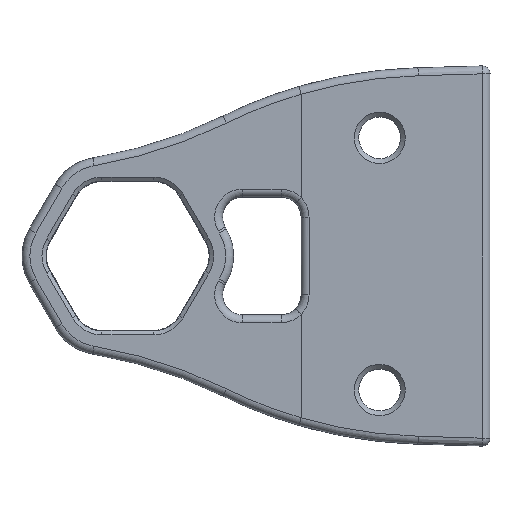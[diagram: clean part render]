
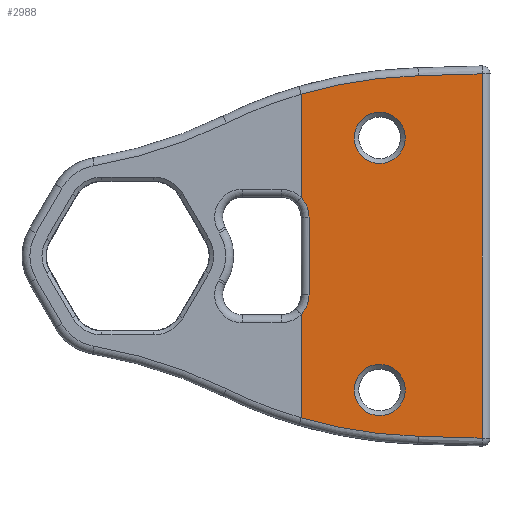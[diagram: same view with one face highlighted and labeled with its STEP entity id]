
A CAD part, front view. The second image highlights one B-rep face of the part: STEP entity #2988.
In plain terms, the highlighted planar face has unit normal (0, -1, 0).
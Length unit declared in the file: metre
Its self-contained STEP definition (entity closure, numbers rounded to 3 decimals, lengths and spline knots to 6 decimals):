
#178=B_SPLINE_CURVE_WITH_KNOTS('',3,(#4470,#4471,#4472,#4473),
 .UNSPECIFIED.,.F.,.F.,(4,4),(0.062546,0.852009),
 .UNSPECIFIED.);
#179=B_SPLINE_CURVE_WITH_KNOTS('',3,(#4494,#4495,#4496,#4497),
 .UNSPECIFIED.,.F.,.F.,(4,4),(0.147994,0.937453),
 .UNSPECIFIED.);
#220=B_SPLINE_CURVE_WITH_KNOTS('',3,(#5776,#5777,#5778,#5779),
 .UNSPECIFIED.,.F.,.F.,(4,4),(0.,0.008117),.UNSPECIFIED.);
#221=B_SPLINE_CURVE_WITH_KNOTS('',3,(#5783,#5784,#5785,#5786),
 .UNSPECIFIED.,.F.,.F.,(4,4),(0.,0.008116),.UNSPECIFIED.);
#337=CIRCLE('',#3268,0.003533);
#338=CIRCLE('',#3269,0.059);
#339=CIRCLE('',#3270,0.059);
#340=CIRCLE('',#3271,0.003533);
#341=CIRCLE('',#3272,0.00325);
#342=CIRCLE('',#3273,0.00325);
#819=ORIENTED_EDGE('',*,*,#1595,.F.);
#820=ORIENTED_EDGE('',*,*,#1596,.F.);
#821=ORIENTED_EDGE('',*,*,#1390,.T.);
#822=ORIENTED_EDGE('',*,*,#1597,.F.);
#823=ORIENTED_EDGE('',*,*,#1598,.F.);
#824=ORIENTED_EDGE('',*,*,#1599,.F.);
#825=ORIENTED_EDGE('',*,*,#1600,.F.);
#826=ORIENTED_EDGE('',*,*,#1601,.F.);
#827=ORIENTED_EDGE('',*,*,#1380,.T.);
#828=ORIENTED_EDGE('',*,*,#1602,.F.);
#829=ORIENTED_EDGE('',*,*,#1603,.T.);
#830=ORIENTED_EDGE('',*,*,#1604,.T.);
#1380=EDGE_CURVE('',#1837,#1838,#178,.T.);
#1390=EDGE_CURVE('',#1848,#1847,#179,.T.);
#1595=EDGE_CURVE('',#1975,#1976,#2173,.T.);
#1596=EDGE_CURVE('',#1848,#1975,#337,.F.);
#1597=EDGE_CURVE('',#1977,#1847,#338,.T.);
#1598=EDGE_CURVE('',#1978,#1977,#220,.T.);
#1599=EDGE_CURVE('',#1979,#1978,#2174,.F.);
#1600=EDGE_CURVE('',#1980,#1979,#221,.T.);
#1601=EDGE_CURVE('',#1837,#1980,#339,.T.);
#1602=EDGE_CURVE('',#1976,#1838,#340,.F.);
#1603=EDGE_CURVE('',#1981,#1981,#341,.T.);
#1604=EDGE_CURVE('',#1982,#1982,#342,.T.);
#1837=VERTEX_POINT('',#4474);
#1838=VERTEX_POINT('',#4475);
#1847=VERTEX_POINT('',#4493);
#1848=VERTEX_POINT('',#4498);
#1975=VERTEX_POINT('',#5771);
#1976=VERTEX_POINT('',#5772);
#1977=VERTEX_POINT('',#5775);
#1978=VERTEX_POINT('',#5780);
#1979=VERTEX_POINT('',#5782);
#1980=VERTEX_POINT('',#5787);
#1981=VERTEX_POINT('',#5791);
#1982=VERTEX_POINT('',#5793);
#2173=LINE('',#5770,#2378);
#2174=LINE('',#5781,#2379);
#2378=VECTOR('',#3864,1.);
#2379=VECTOR('',#3869,1.);
#2545=EDGE_LOOP('',(#819,#820,#821,#822,#823,#824,#825,#826,#827,#828));
#2546=EDGE_LOOP('',(#829));
#2547=EDGE_LOOP('',(#830));
#2741=FACE_BOUND('',#2545,.T.);
#2742=FACE_BOUND('',#2546,.T.);
#2743=FACE_BOUND('',#2547,.T.);
#2876=PLANE('',#3267);
#2988=ADVANCED_FACE('',(#2741,#2742,#2743),#2876,.T.);
#3267=AXIS2_PLACEMENT_3D('',#5769,#3862,#3863);
#3268=AXIS2_PLACEMENT_3D('',#5773,#3865,#3866);
#3269=AXIS2_PLACEMENT_3D('',#5774,#3867,#3868);
#3270=AXIS2_PLACEMENT_3D('',#5788,#3870,#3871);
#3271=AXIS2_PLACEMENT_3D('',#5789,#3872,#3873);
#3272=AXIS2_PLACEMENT_3D('',#5790,#3874,#3875);
#3273=AXIS2_PLACEMENT_3D('',#5792,#3876,#3877);
#3862=DIRECTION('',(0.,-1.,0.));
#3863=DIRECTION('',(-1.,0.,0.));
#3864=DIRECTION('',(0.,0.,1.));
#3865=DIRECTION('',(0.,1.,0.));
#3866=DIRECTION('',(-1.,0.,0.));
#3867=DIRECTION('',(0.,1.,0.));
#3868=DIRECTION('',(-1.,0.,0.));
#3869=DIRECTION('',(0.,0.,1.));
#3870=DIRECTION('',(0.,1.,0.));
#3871=DIRECTION('',(-1.,0.,0.));
#3872=DIRECTION('',(0.,1.,0.));
#3873=DIRECTION('',(-1.,0.,0.));
#3874=DIRECTION('',(0.,1.,0.));
#3875=DIRECTION('',(-1.,0.,0.));
#3876=DIRECTION('',(0.,1.,0.));
#3877=DIRECTION('',(-1.,0.,0.));
#4470=CARTESIAN_POINT('',(0.022,0.,0.080542));
#4471=CARTESIAN_POINT('',(0.022,0.,0.076162));
#4472=CARTESIAN_POINT('',(0.022,0.,0.071783));
#4473=CARTESIAN_POINT('',(0.022,0.,0.067403));
#4474=CARTESIAN_POINT('',(0.022,0.,0.080542));
#4475=CARTESIAN_POINT('',(0.022,0.,0.067403));
#4493=CARTESIAN_POINT('',(0.022,0.,0.039458));
#4494=CARTESIAN_POINT('',(0.022,0.,0.052597));
#4495=CARTESIAN_POINT('',(0.022,0.,0.048217));
#4496=CARTESIAN_POINT('',(0.022,0.,0.043838));
#4497=CARTESIAN_POINT('',(0.022,0.,0.039458));
#4498=CARTESIAN_POINT('',(0.022,0.,0.052597));
#5769=CARTESIAN_POINT('',(0.031982,0.,0.144));
#5770=CARTESIAN_POINT('',(0.023001,0.,0.144));
#5771=CARTESIAN_POINT('',(0.023,0.,0.055059));
#5772=CARTESIAN_POINT('',(0.023,0.,0.06494));
#5773=CARTESIAN_POINT('',(0.019467,0.,0.055059));
#5774=CARTESIAN_POINT('',(0.038515,0.,0.0961));
#5775=CARTESIAN_POINT('',(0.036851,0.,0.037123));
#5776=CARTESIAN_POINT('',(0.044964,0.,0.036884));
#5777=CARTESIAN_POINT('',(0.042258,0.,0.036913));
#5778=CARTESIAN_POINT('',(0.039555,0.,0.037047));
#5779=CARTESIAN_POINT('',(0.036851,0.,0.037123));
#5780=CARTESIAN_POINT('',(0.044964,0.,0.036884));
#5781=CARTESIAN_POINT('',(0.044964,0.,0.035879));
#5782=CARTESIAN_POINT('',(0.044964,0.,0.083115));
#5783=CARTESIAN_POINT('',(0.036851,0.,0.082877));
#5784=CARTESIAN_POINT('',(0.039556,0.,0.082953));
#5785=CARTESIAN_POINT('',(0.042259,0.,0.083087));
#5786=CARTESIAN_POINT('',(0.044964,0.,0.083115));
#5787=CARTESIAN_POINT('',(0.036851,0.,0.082877));
#5788=CARTESIAN_POINT('',(0.038515,0.,0.0239));
#5789=CARTESIAN_POINT('',(0.019467,0.,0.06494));
#5790=CARTESIAN_POINT('',(0.031964,0.,0.043001));
#5791=CARTESIAN_POINT('',(0.028714,0.,0.043001));
#5792=CARTESIAN_POINT('',(0.031964,0.,0.075001));
#5793=CARTESIAN_POINT('',(0.028714,0.,0.075001));
